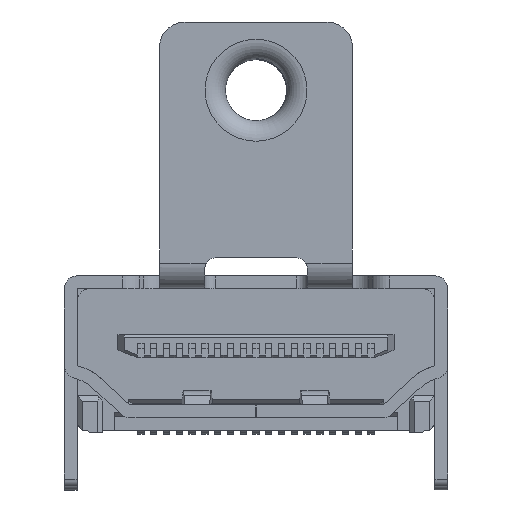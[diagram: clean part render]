
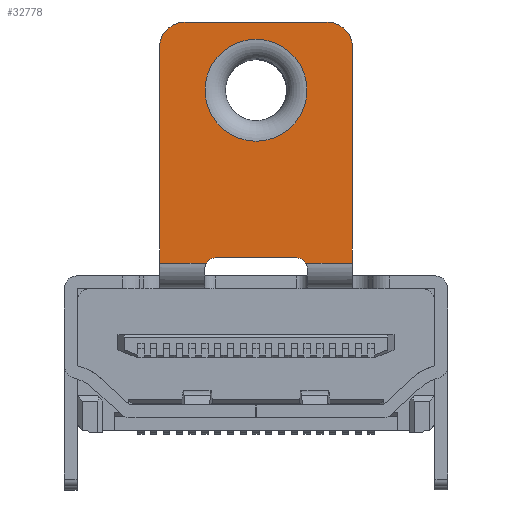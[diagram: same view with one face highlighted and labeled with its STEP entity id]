
A CAD part, front view. The second image highlights one B-rep face of the part: STEP entity #32778.
In plain terms, the highlighted face is planar.
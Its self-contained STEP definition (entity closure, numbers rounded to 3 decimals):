
#495=PLANE('',#34677);
#2283=LINE('',#48000,#5700);
#2305=LINE('',#48069,#5722);
#2306=LINE('',#48071,#5723);
#2309=LINE('',#48079,#5726);
#2312=LINE('',#48084,#5729);
#2313=LINE('',#48085,#5730);
#5700=VECTOR('',#39114,1000.);
#5722=VECTOR('',#39186,1000.);
#5723=VECTOR('',#39189,1000.);
#5726=VECTOR('',#39198,1000.);
#5729=VECTOR('',#39205,1000.);
#5730=VECTOR('',#39206,1000.);
#11065=ORIENTED_EDGE('',*,*,#18318,.T.);
#11066=ORIENTED_EDGE('',*,*,#18232,.T.);
#11067=ORIENTED_EDGE('',*,*,#18313,.T.);
#11068=ORIENTED_EDGE('',*,*,#18321,.T.);
#11069=ORIENTED_EDGE('',*,*,#18257,.F.);
#11070=ORIENTED_EDGE('',*,*,#18276,.F.);
#11071=ORIENTED_EDGE('',*,*,#18264,.F.);
#11072=ORIENTED_EDGE('',*,*,#18312,.T.);
#11073=ORIENTED_EDGE('',*,*,#18322,.T.);
#11074=ORIENTED_EDGE('',*,*,#18228,.T.);
#11075=ORIENTED_EDGE('',*,*,#18249,.F.);
#18228=EDGE_CURVE('',#22126,#22127,#24374,.T.);
#18232=EDGE_CURVE('',#22130,#22131,#24376,.T.);
#18249=EDGE_CURVE('',#22144,#22144,#24381,.T.);
#18257=EDGE_CURVE('',#22150,#22151,#24388,.T.);
#18264=EDGE_CURVE('',#22157,#22158,#24389,.T.);
#18276=EDGE_CURVE('',#22158,#22150,#2283,.T.);
#18312=EDGE_CURVE('',#22157,#22189,#2305,.T.);
#18313=EDGE_CURVE('',#22131,#22190,#2306,.T.);
#18318=EDGE_CURVE('',#22127,#22130,#2309,.T.);
#18321=EDGE_CURVE('',#22190,#22151,#2312,.T.);
#18322=EDGE_CURVE('',#22189,#22126,#2313,.T.);
#22126=VERTEX_POINT('',#47365);
#22127=VERTEX_POINT('',#47366);
#22130=VERTEX_POINT('',#47374);
#22131=VERTEX_POINT('',#47375);
#22144=VERTEX_POINT('',#47929);
#22150=VERTEX_POINT('',#47947);
#22151=VERTEX_POINT('',#47949);
#22157=VERTEX_POINT('',#47974);
#22158=VERTEX_POINT('',#47976);
#22189=VERTEX_POINT('',#48068);
#22190=VERTEX_POINT('',#48072);
#24374=CIRCLE('',#34613,1.);
#24376=CIRCLE('',#34616,1.);
#24381=CIRCLE('',#34624,1.994);
#24388=CIRCLE('',#34636,0.4);
#24389=CIRCLE('',#34638,0.4);
#25498=EDGE_LOOP('',(#11065,#11066,#11067,#11068,#11069,#11070,#11071,#11072,
#11073,#11074));
#25499=EDGE_LOOP('',(#11075));
#27046=FACE_BOUND('',#25498,.T.);
#27047=FACE_BOUND('',#25499,.T.);
#32778=ADVANCED_FACE('',(#27046,#27047),#495,.T.);
#34613=AXIS2_PLACEMENT_3D('',#47364,#39031,#39032);
#34616=AXIS2_PLACEMENT_3D('',#47373,#39039,#39040);
#34624=AXIS2_PLACEMENT_3D('',#47928,#39059,#39060);
#34636=AXIS2_PLACEMENT_3D('',#47948,#39084,#39085);
#34638=AXIS2_PLACEMENT_3D('',#47975,#39090,#39091);
#34677=AXIS2_PLACEMENT_3D('',#48083,#39203,#39204);
#39031=DIRECTION('',(0.,1.,0.));
#39032=DIRECTION('',(0.,0.,-1.));
#39039=DIRECTION('',(0.,1.,0.));
#39040=DIRECTION('',(0.,0.,-1.));
#39059=DIRECTION('',(0.,1.,0.));
#39060=DIRECTION('',(0.,0.,-1.));
#39084=DIRECTION('',(0.,1.,0.));
#39085=DIRECTION('',(0.,0.,-1.));
#39090=DIRECTION('',(0.,1.,0.));
#39091=DIRECTION('',(0.,0.,-1.));
#39114=DIRECTION('',(1.,0.,0.));
#39186=DIRECTION('',(-1.,0.,0.));
#39189=DIRECTION('',(0.,0.,-1.));
#39198=DIRECTION('',(1.,0.,0.));
#39203=DIRECTION('',(0.,1.,0.));
#39204=DIRECTION('',(0.,0.,-1.));
#39205=DIRECTION('',(-1.,0.,0.));
#39206=DIRECTION('',(0.,0.,1.));
#47364=CARTESIAN_POINT('',(-2.775,8.8,10.965));
#47365=CARTESIAN_POINT('',(-3.775,8.8,10.965));
#47366=CARTESIAN_POINT('',(-2.775,8.8,11.965));
#47373=CARTESIAN_POINT('',(2.775,8.8,10.965));
#47374=CARTESIAN_POINT('',(2.775,8.8,11.965));
#47375=CARTESIAN_POINT('',(3.775,8.8,10.965));
#47928=CARTESIAN_POINT('',(0.,8.8,9.295));
#47929=CARTESIAN_POINT('',(0.,8.8,7.302));
#47947=CARTESIAN_POINT('',(1.6,8.8,2.735));
#47948=CARTESIAN_POINT('',(1.6,8.8,2.335));
#47949=CARTESIAN_POINT('',(1.946,8.8,2.535));
#47974=CARTESIAN_POINT('',(-1.946,8.8,2.535));
#47975=CARTESIAN_POINT('',(-1.6,8.8,2.335));
#47976=CARTESIAN_POINT('',(-1.6,8.8,2.735));
#48000=CARTESIAN_POINT('',(-2.,8.8,2.735));
#48068=CARTESIAN_POINT('',(-3.775,8.8,2.535));
#48069=CARTESIAN_POINT('',(3.775,8.8,2.535));
#48071=CARTESIAN_POINT('',(3.775,8.8,2.013));
#48072=CARTESIAN_POINT('',(3.775,8.8,2.535));
#48079=CARTESIAN_POINT('',(-3.775,8.8,11.965));
#48083=CARTESIAN_POINT('',(0.,8.8,0.026));
#48084=CARTESIAN_POINT('',(3.775,8.8,2.535));
#48085=CARTESIAN_POINT('',(-3.775,8.8,2.013));
